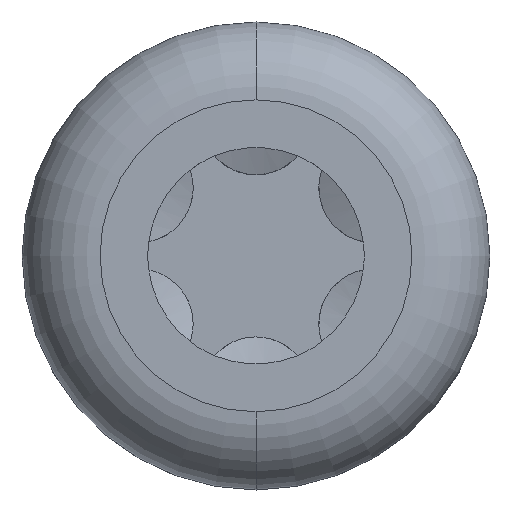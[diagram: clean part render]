
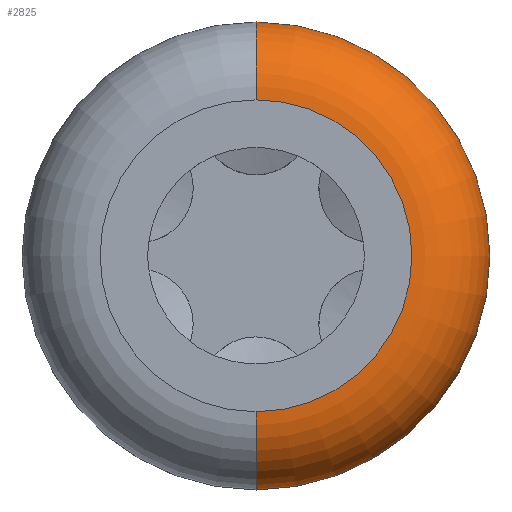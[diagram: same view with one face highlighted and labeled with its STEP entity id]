
A CAD part, top view. The second image highlights one B-rep face of the part: STEP entity #2825.
In plain terms, the highlighted toroidal (fillet/blend) face has major radius 1.667 mm and minor radius 0.833 mm.
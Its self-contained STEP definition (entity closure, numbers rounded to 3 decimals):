
#156 = DIRECTION ( 'NONE',  ( 0., 0., -1. ) ) ;
#162 = CIRCLE ( 'NONE', #2177, 1.667 ) ;
#252 = DIRECTION ( 'NONE',  ( 0., 0., -1. ) ) ;
#269 = DIRECTION ( 'NONE',  ( 0., 0., 1. ) ) ;
#283 = CARTESIAN_POINT ( 'NONE',  ( 0., 1.667, 2.1 ) ) ;
#350 = AXIS2_PLACEMENT_3D ( 'NONE', #3117, #2313, #269 ) ;
#410 = DIRECTION ( 'NONE',  ( 0., 1., 0. ) ) ;
#521 = CARTESIAN_POINT ( 'NONE',  ( 0., 2.5, 1.267 ) ) ;
#591 = CARTESIAN_POINT ( 'NONE',  ( 0., 0., 2.1 ) ) ;
#607 = VERTEX_POINT ( 'NONE', #521 ) ;
#647 = ORIENTED_EDGE ( 'NONE', *, *, #2285, .F. ) ;
#685 = DIRECTION ( 'NONE',  ( 0., 1., 0. ) ) ;
#711 = EDGE_CURVE ( 'NONE', #2147, #1053, #2644, .T. ) ;
#834 = AXIS2_PLACEMENT_3D ( 'NONE', #1607, #156, #685 ) ;
#896 = DIRECTION ( 'NONE',  ( 0., 1., 0. ) ) ;
#1021 = FACE_OUTER_BOUND ( 'NONE', #3610, .T. ) ;
#1053 = VERTEX_POINT ( 'NONE', #2275 ) ;
#1084 = DIRECTION ( 'NONE',  ( 0., 1., 0. ) ) ;
#1189 = CARTESIAN_POINT ( 'NONE',  ( 0., -1.667, 2.1 ) ) ;
#1195 = ORIENTED_EDGE ( 'NONE', *, *, #2712, .T. ) ;
#1384 = CIRCLE ( 'NONE', #1520, 0.833 ) ;
#1520 = AXIS2_PLACEMENT_3D ( 'NONE', #2376, #3231, #2937 ) ;
#1607 = CARTESIAN_POINT ( 'NONE',  ( 0., 0., 1.267 ) ) ;
#2048 = AXIS2_PLACEMENT_3D ( 'NONE', #3420, #252, #1084 ) ;
#2147 = VERTEX_POINT ( 'NONE', #2694 ) ;
#2177 = AXIS2_PLACEMENT_3D ( 'NONE', #591, #2629, #896 ) ;
#2187 = ORIENTED_EDGE ( 'NONE', *, *, #711, .F. ) ;
#2275 = CARTESIAN_POINT ( 'NONE',  ( 0., -2.5, 1.267 ) ) ;
#2285 = EDGE_CURVE ( 'NONE', #607, #2147, #2422, .T. ) ;
#2313 = DIRECTION ( 'NONE',  ( -1., 0., 0. ) ) ;
#2376 = CARTESIAN_POINT ( 'NONE',  ( 0., -1.667, 1.267 ) ) ;
#2420 = DIRECTION ( 'NONE',  ( 0., 0., -1. ) ) ;
#2422 = CIRCLE ( 'NONE', #3486, 2.5 ) ;
#2493 = EDGE_CURVE ( 'NONE', #2544, #607, #3284, .T. ) ;
#2544 = VERTEX_POINT ( 'NONE', #283 ) ;
#2629 = DIRECTION ( 'NONE',  ( 0., 0., -1. ) ) ;
#2644 = CIRCLE ( 'NONE', #834, 2.5 ) ;
#2694 = CARTESIAN_POINT ( 'NONE',  ( 2.5, 0., 1.267 ) ) ;
#2712 = EDGE_CURVE ( 'NONE', #2544, #3272, #162, .T. ) ;
#2722 = ORIENTED_EDGE ( 'NONE', *, *, #3252, .T. ) ;
#2825 = ADVANCED_FACE ( 'NONE', ( #1021 ), #3247, .T. ) ;
#2937 = DIRECTION ( 'NONE',  ( 0., 1., 0. ) ) ;
#3117 = CARTESIAN_POINT ( 'NONE',  ( 0., 1.667, 1.267 ) ) ;
#3140 = ORIENTED_EDGE ( 'NONE', *, *, #2493, .F. ) ;
#3231 = DIRECTION ( 'NONE',  ( 1., 0., 0. ) ) ;
#3247 = TOROIDAL_SURFACE ( 'NONE', #2048, 1.667, 0.833 ) ;
#3252 = EDGE_CURVE ( 'NONE', #3272, #1053, #1384, .T. ) ;
#3272 = VERTEX_POINT ( 'NONE', #1189 ) ;
#3284 = CIRCLE ( 'NONE', #350, 0.833 ) ;
#3321 = CARTESIAN_POINT ( 'NONE',  ( 0., 0., 1.267 ) ) ;
#3420 = CARTESIAN_POINT ( 'NONE',  ( 0., 0., 1.267 ) ) ;
#3486 = AXIS2_PLACEMENT_3D ( 'NONE', #3321, #2420, #410 ) ;
#3610 = EDGE_LOOP ( 'NONE', ( #1195, #2722, #2187, #647, #3140 ) ) ;
